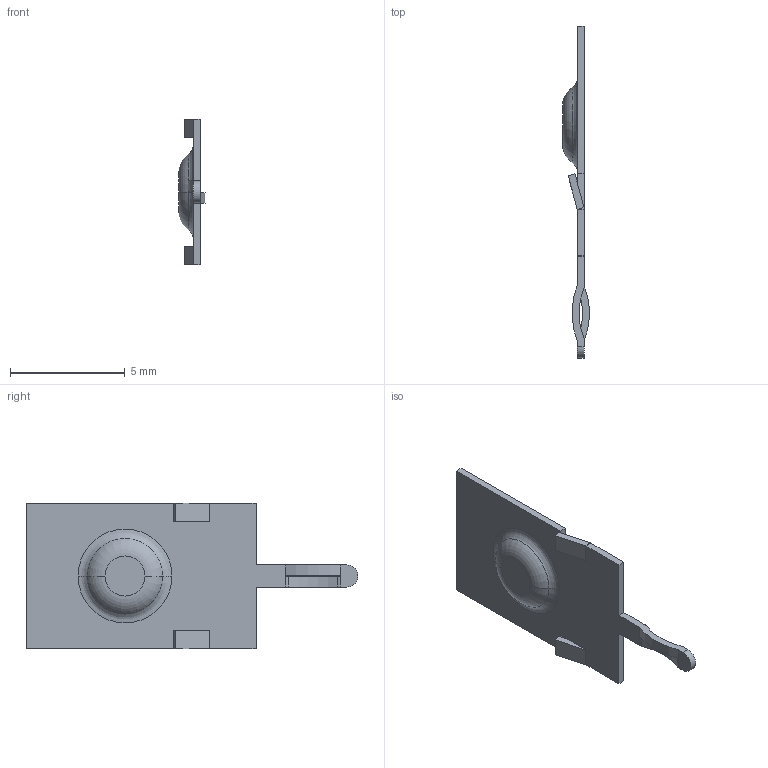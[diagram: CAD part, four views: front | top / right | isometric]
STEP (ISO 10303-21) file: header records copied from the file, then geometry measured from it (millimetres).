
FILE_DESCRIPTION (( 'STEP AP214' ), '1' );
FILE_NAME ('1075-1.STEP', '2016-01-26T20:19:58', ( '' ), ( '' ), 'SwSTEP 2.0', 'SolidWorks 2013', '' );
FILE_SCHEMA (( 'AUTOMOTIVE_DESIGN' ));
Length unit declared in the file: inch
Products named in the file (1): 1075-1
Bounding box: 1.16 x 14.48 x 6.35 mm (x, y, z)
Volume: 21.3 mm3; surface area: 156.6 mm2
Topology: 1 solids, 1 shells, 58 faces, 140 edges, 84 vertices
Faces by surface type: plane 39, cylinder 11, torus 8
Entity records: 1708 total; most frequent: DIRECTION 300, CARTESIAN_POINT 283, ORIENTED_EDGE 280, EDGE_CURVE 140, AXIS2_PLACEMENT_3D 101, LINE 98, VECTOR 98, VERTEX_POINT 84
